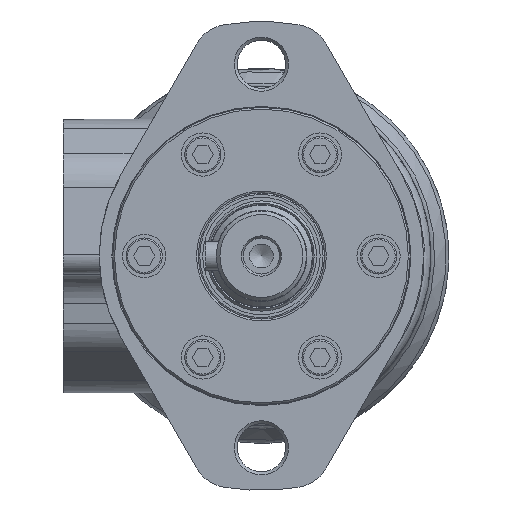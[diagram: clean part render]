
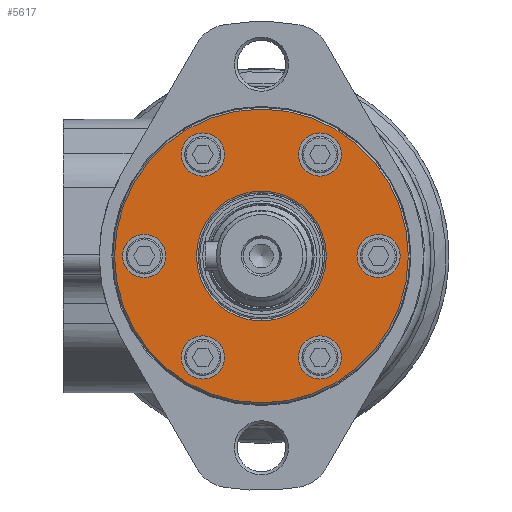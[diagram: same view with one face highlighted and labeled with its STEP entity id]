
A CAD part, left-side view. The second image highlights one B-rep face of the part: STEP entity #5617.
In plain terms, the highlighted planar face has unit normal (-1, 0, 0).
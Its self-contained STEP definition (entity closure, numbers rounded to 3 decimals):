
#185=PLANE('',#6206);
#1229=CIRCLE('',#6207,40.75);
#1230=CIRCLE('',#6208,6.);
#1231=CIRCLE('',#6209,6.);
#1232=CIRCLE('',#6210,6.);
#1233=CIRCLE('',#6211,6.);
#1234=CIRCLE('',#6212,6.);
#1235=CIRCLE('',#6213,6.);
#1236=CIRCLE('',#6214,18.);
#1958=ORIENTED_EDGE('',*,*,#3239,.F.);
#1959=ORIENTED_EDGE('',*,*,#3240,.F.);
#1960=ORIENTED_EDGE('',*,*,#3241,.T.);
#1961=ORIENTED_EDGE('',*,*,#3242,.T.);
#1962=ORIENTED_EDGE('',*,*,#3243,.T.);
#1963=ORIENTED_EDGE('',*,*,#3244,.T.);
#1964=ORIENTED_EDGE('',*,*,#3245,.T.);
#1965=ORIENTED_EDGE('',*,*,#3246,.T.);
#3239=EDGE_CURVE('',#3942,#3942,#1229,.T.);
#3240=EDGE_CURVE('',#3943,#3943,#1230,.F.);
#3241=EDGE_CURVE('',#3944,#3944,#1231,.T.);
#3242=EDGE_CURVE('',#3945,#3945,#1232,.T.);
#3243=EDGE_CURVE('',#3946,#3946,#1233,.T.);
#3244=EDGE_CURVE('',#3947,#3947,#1234,.T.);
#3245=EDGE_CURVE('',#3948,#3948,#1235,.T.);
#3246=EDGE_CURVE('',#3949,#3949,#1236,.T.);
#3942=VERTEX_POINT('',#9295);
#3943=VERTEX_POINT('',#9297);
#3944=VERTEX_POINT('',#9299);
#3945=VERTEX_POINT('',#9301);
#3946=VERTEX_POINT('',#9303);
#3947=VERTEX_POINT('',#9305);
#3948=VERTEX_POINT('',#9307);
#3949=VERTEX_POINT('',#9309);
#4562=EDGE_LOOP('',(#1958));
#4563=EDGE_LOOP('',(#1959));
#4564=EDGE_LOOP('',(#1960));
#4565=EDGE_LOOP('',(#1961));
#4566=EDGE_LOOP('',(#1962));
#4567=EDGE_LOOP('',(#1963));
#4568=EDGE_LOOP('',(#1964));
#4569=EDGE_LOOP('',(#1965));
#5107=FACE_BOUND('',#4562,.T.);
#5108=FACE_BOUND('',#4563,.T.);
#5109=FACE_BOUND('',#4564,.T.);
#5110=FACE_BOUND('',#4565,.T.);
#5111=FACE_BOUND('',#4566,.T.);
#5112=FACE_BOUND('',#4567,.T.);
#5113=FACE_BOUND('',#4568,.T.);
#5114=FACE_BOUND('',#4569,.T.);
#5617=ADVANCED_FACE('',(#5107,#5108,#5109,#5110,#5111,#5112,#5113,#5114),
#185,.F.);
#6206=AXIS2_PLACEMENT_3D('',#9293,#7272,#7273);
#6207=AXIS2_PLACEMENT_3D('',#9294,#7274,#7275);
#6208=AXIS2_PLACEMENT_3D('',#9296,#7276,#7277);
#6209=AXIS2_PLACEMENT_3D('',#9298,#7278,#7279);
#6210=AXIS2_PLACEMENT_3D('',#9300,#7280,#7281);
#6211=AXIS2_PLACEMENT_3D('',#9302,#7282,#7283);
#6212=AXIS2_PLACEMENT_3D('',#9304,#7284,#7285);
#6213=AXIS2_PLACEMENT_3D('',#9306,#7286,#7287);
#6214=AXIS2_PLACEMENT_3D('',#9308,#7288,#7289);
#7272=DIRECTION('',(1.,0.,0.));
#7273=DIRECTION('',(0.,0.,-1.));
#7274=DIRECTION('',(1.,0.,0.));
#7275=DIRECTION('',(0.,0.,-1.));
#7276=DIRECTION('',(1.,0.,0.));
#7277=DIRECTION('',(0.,0.,-1.));
#7278=DIRECTION('',(1.,0.,0.));
#7279=DIRECTION('',(0.,0.,-1.));
#7280=DIRECTION('',(1.,0.,0.));
#7281=DIRECTION('',(0.,0.,-1.));
#7282=DIRECTION('',(1.,0.,0.));
#7283=DIRECTION('',(0.,0.,-1.));
#7284=DIRECTION('',(1.,0.,0.));
#7285=DIRECTION('',(0.,0.,-1.));
#7286=DIRECTION('',(1.,0.,0.));
#7287=DIRECTION('',(0.,0.,-1.));
#7288=DIRECTION('',(1.,0.,0.));
#7289=DIRECTION('',(0.,0.,-1.));
#9293=CARTESIAN_POINT('',(0.,0.,0.));
#9294=CARTESIAN_POINT('',(0.,0.,0.));
#9295=CARTESIAN_POINT('',(0.,0.,-40.75));
#9296=CARTESIAN_POINT('',(0.,32.5,0.));
#9297=CARTESIAN_POINT('',(0.,32.5,-6.));
#9298=CARTESIAN_POINT('',(0.,16.25,-28.146));
#9299=CARTESIAN_POINT('',(0.,16.25,-34.146));
#9300=CARTESIAN_POINT('',(0.,-16.25,-28.146));
#9301=CARTESIAN_POINT('',(0.,-16.25,-34.146));
#9302=CARTESIAN_POINT('',(0.,-32.5,0.));
#9303=CARTESIAN_POINT('',(0.,-32.5,-6.));
#9304=CARTESIAN_POINT('',(0.,-16.25,28.146));
#9305=CARTESIAN_POINT('',(0.,-16.25,22.146));
#9306=CARTESIAN_POINT('',(0.,16.25,28.146));
#9307=CARTESIAN_POINT('',(0.,16.25,22.146));
#9308=CARTESIAN_POINT('',(0.,0.,0.));
#9309=CARTESIAN_POINT('',(0.,0.,-18.));
